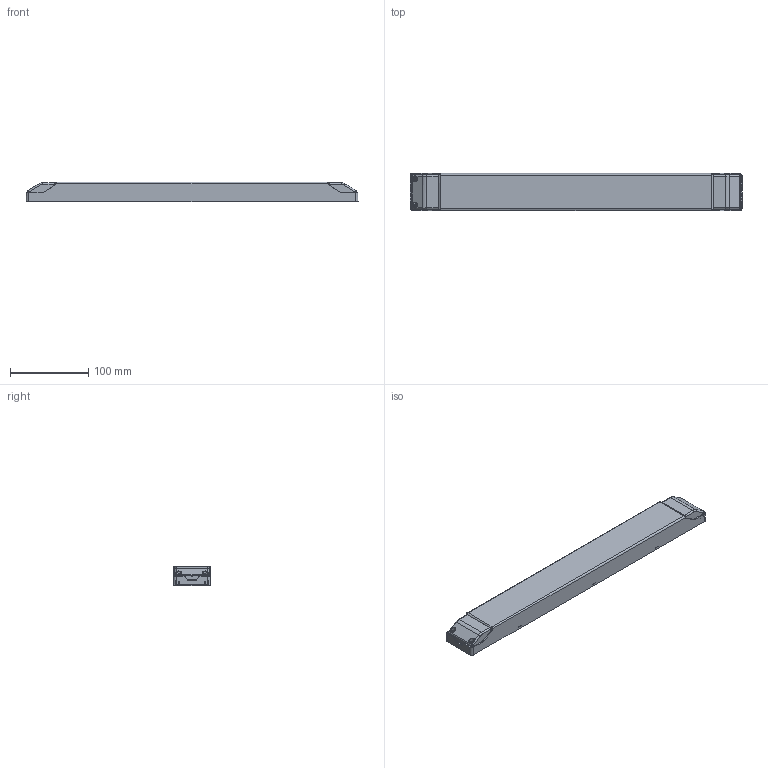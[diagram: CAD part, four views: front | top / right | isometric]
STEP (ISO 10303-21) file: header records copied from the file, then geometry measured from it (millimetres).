
FILE_DESCRIPTION((''),'2;1');
FILE_NAME('LADV200WZ-V3_ASM','2021-01-28T09:19:45',('wsenga'),(''),'CREO PARAMETRIC BY PTC INC, 2019080','CREO PARAMETRIC BY PTC INC, 2019080','');
FILE_SCHEMA(('CONFIG_CONTROL_DESIGN'));
Length unit declared in the file: millimetre
Products named in the file (11): MAWLADV200WZ-1A-V3; MAWLADV150W24Z-2A-V3; LADV200W-PCB-V3; MAWLADV150W24Z-3A-V3; 202R-V3; 202R-1-V3; 202R-2P-V3_AF0_ASM; 202R-2P-V3_AF1_ASM; 202R-2P-V3_AF4_ASM; MAWLADV150W24Z-4A-V3; LADV200WZ-V3_ASM
Assembly tree (19 placements, depth 3):
  LADV200WZ-V3_ASM
    MAWLADV200WZ-1A-V3
    MAWLADV150W24Z-2A-V3
    LADV200W-PCB-V3
    MAWLADV150W24Z-3A-V3
    202R-2P-V3_AF0_ASM
      202R-V3  x2
      202R-1-V3
    202R-2P-V3_AF1_ASM
      202R-V3  x2
      202R-1-V3
    202R-2P-V3_AF4_ASM
      202R-V3  x2
      202R-1-V3
    MAWLADV150W24Z-4A-V3
    202R-V3  x2
Bounding box: 425 x 48.2 x 25.3 mm (x, y, z)
Volume: 125676.1 mm3; surface area: 178125.2 mm2
Topology: 16 solids, 16 shells, 1176 faces, 3103 edges, 1974 vertices
Faces by surface type: plane 753, cylinder 339, sphere 54, bspline 24, cone 4, torus 2
Entity records: 35107 total; most frequent: CARTESIAN_POINT 8366, ORIENTED_EDGE 5744, DIRECTION 5182, EDGE_CURVE 2872, VECTOR 2164, LINE 2164, VERTEX_POINT 1820, AXIS2_PLACEMENT_3D 1509
